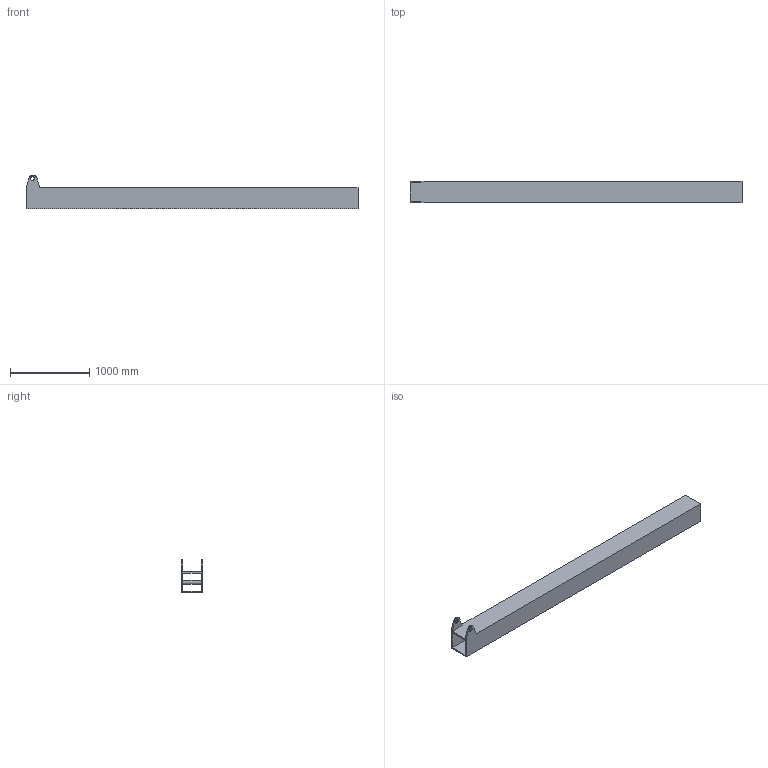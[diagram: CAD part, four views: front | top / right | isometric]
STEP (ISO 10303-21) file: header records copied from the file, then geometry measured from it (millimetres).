
FILE_DESCRIPTION (( 'STEP AP203' ), '1' );
FILE_NAME ('treci_clanak_Default_sldprt.STEP', '2019-03-25T19:16:38', ( '' ), ( '' ), 'SwSTEP 2.0', 'SolidWorks 2018', '' );
FILE_SCHEMA (( 'CONFIG_CONTROL_DESIGN' ));
Length unit declared in the file: millimetre
Products named in the file (1): treci_clanak_Default_sldprt
Bounding box: 4200 x 270 x 430 mm (x, y, z)
Volume: 85151441 mm3; surface area: 8556978.7 mm2
Topology: 1 solids, 1 shells, 25 faces, 67 edges, 44 vertices
Faces by surface type: plane 16, cylinder 9
Entity records: 876 total; most frequent: CARTESIAN_POINT 137, DIRECTION 137, ORIENTED_EDGE 134, EDGE_CURVE 67, LINE 49, VECTOR 49, AXIS2_PLACEMENT_3D 44, VERTEX_POINT 44
